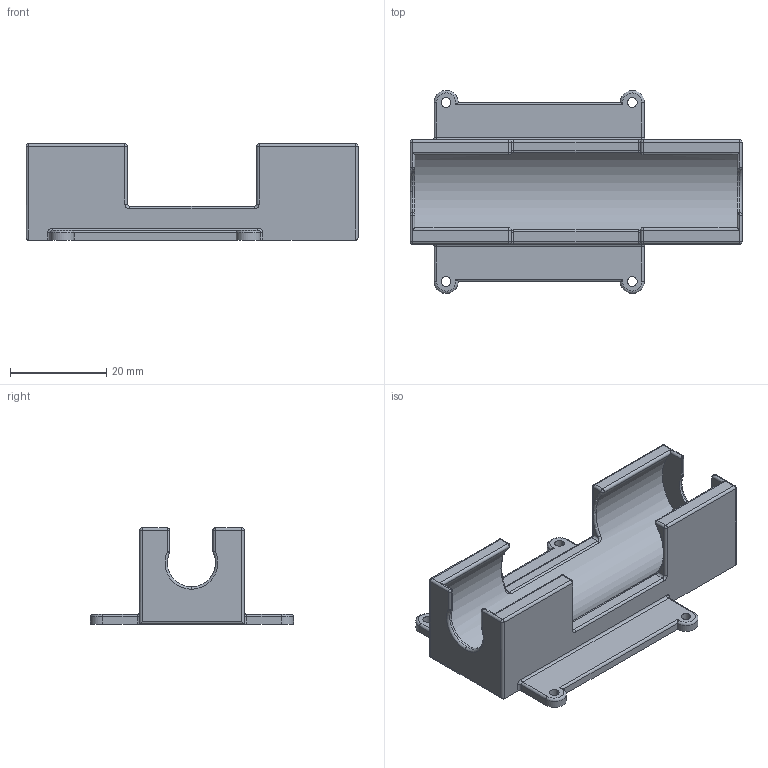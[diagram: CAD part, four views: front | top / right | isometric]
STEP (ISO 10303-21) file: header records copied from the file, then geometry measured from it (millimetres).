
FILE_DESCRIPTION (( 'STEP AP214' ), '1' );
FILE_NAME ('萇喀嘐隅釱.STEP', '2025-06-30T13:39:25', ( 'Windows 蚚誧' ), ( '' ), 'SwSTEP 2.0', 'SolidWorks 2022', '' );
FILE_SCHEMA (( 'AUTOMOTIVE_DESIGN' ));
Length unit declared in the file: millimetre
Products named in the file (1): 电池固定座
Bounding box: 69 x 42.2 x 19.99 mm (x, y, z)
Volume: 10633.7 mm3; surface area: 8924 mm2
Topology: 1 solids, 1 shells, 152 faces, 369 edges, 199 vertices
Faces by surface type: cylinder 75, plane 31, sphere 21, torus 21, bspline 4
Entity records: 4460 total; most frequent: CARTESIAN_POINT 985, DIRECTION 780, ORIENTED_EDGE 694, EDGE_CURVE 347, AXIS2_PLACEMENT_3D 316, VERTEX_POINT 197, CIRCLE 167, EDGE_LOOP 160
